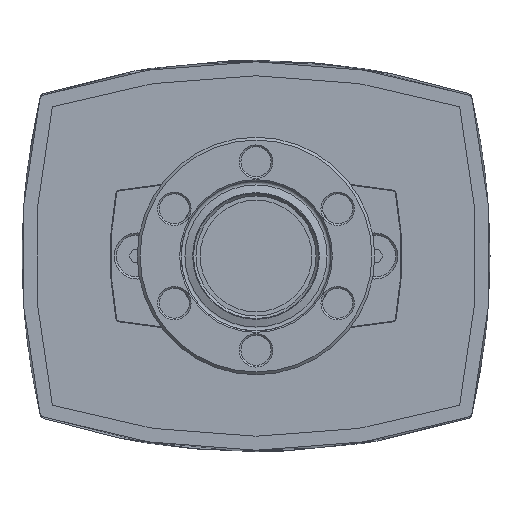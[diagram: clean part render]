
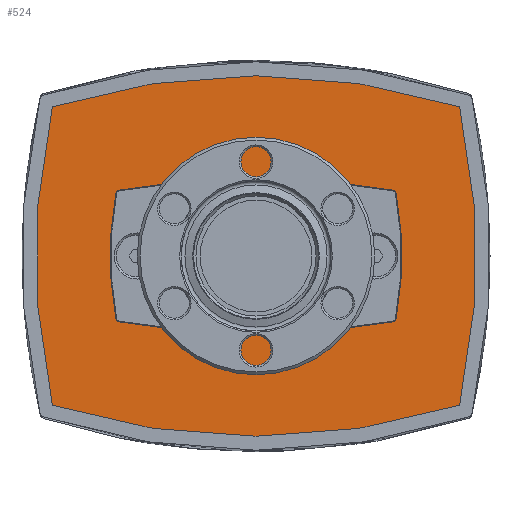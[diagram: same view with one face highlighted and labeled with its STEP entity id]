
A CAD part, front view. The second image highlights one B-rep face of the part: STEP entity #524.
In plain terms, the highlighted face is planar.
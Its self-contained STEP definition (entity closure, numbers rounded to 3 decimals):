
#112=CARTESIAN_POINT('',(-20.064,-8.954,5.0));
#113=VERTEX_POINT('',#112);
#114=CARTESIAN_POINT('',(-20.064,8.954,5.0));
#115=VERTEX_POINT('',#114);
#116=CARTESIAN_POINT('',(27.5,0.,5.0));
#117=DIRECTION('',(0.0,0.0,-1.0));
#118=DIRECTION('',(-0.983,0.185,0.0));
#119=AXIS2_PLACEMENT_3D('',#116,#117,#118);
#120=CIRCLE('',#119,48.4);
#121=EDGE_CURVE('',#113,#115,#120,.T.);
#154=CARTESIAN_POINT('',(-19.594,9.431,5.0));
#155=VERTEX_POINT('',#154);
#156=CARTESIAN_POINT('',(-19.475,8.843,5.0));
#157=DIRECTION('',(0.0,0.0,-1.0));
#158=DIRECTION('',(-0.199,0.98,0.0));
#159=AXIS2_PLACEMENT_3D('',#156,#157,#158);
#160=CIRCLE('',#159,0.6);
#161=EDGE_CURVE('',#115,#155,#160,.T.);
#187=CARTESIAN_POINT('',(19.594,9.431,5.0));
#188=VERTEX_POINT('',#187);
#189=CARTESIAN_POINT('',(0.,-87.1,5.0));
#190=DIRECTION('',(0.0,0.0,-1.0));
#191=DIRECTION('',(0.199,0.98,0.0));
#192=AXIS2_PLACEMENT_3D('',#189,#190,#191);
#193=CIRCLE('',#192,98.5);
#194=EDGE_CURVE('',#155,#188,#193,.T.);
#220=CARTESIAN_POINT('',(20.064,8.954,5.0));
#221=VERTEX_POINT('',#220);
#222=CARTESIAN_POINT('',(19.475,8.843,5.0));
#223=DIRECTION('',(0.0,0.0,-1.0));
#224=DIRECTION('',(0.983,0.185,0.0));
#225=AXIS2_PLACEMENT_3D('',#222,#223,#224);
#226=CIRCLE('',#225,0.6);
#227=EDGE_CURVE('',#188,#221,#226,.T.);
#253=CARTESIAN_POINT('',(20.064,-8.954,5.0));
#254=VERTEX_POINT('',#253);
#255=CARTESIAN_POINT('',(-27.5,0.,5.0));
#256=DIRECTION('',(0.0,0.0,-1.0));
#257=DIRECTION('',(0.983,-0.185,0.0));
#258=AXIS2_PLACEMENT_3D('',#255,#256,#257);
#259=CIRCLE('',#258,48.4);
#260=EDGE_CURVE('',#221,#254,#259,.T.);
#286=CARTESIAN_POINT('',(19.594,-9.431,5.0));
#287=VERTEX_POINT('',#286);
#288=CARTESIAN_POINT('',(19.475,-8.843,5.0));
#289=DIRECTION('',(0.0,0.0,-1.0));
#290=DIRECTION('',(0.199,-0.98,0.0));
#291=AXIS2_PLACEMENT_3D('',#288,#289,#290);
#292=CIRCLE('',#291,0.6);
#293=EDGE_CURVE('',#254,#287,#292,.T.);
#319=CARTESIAN_POINT('',(-19.594,-9.431,5.0));
#320=VERTEX_POINT('',#319);
#321=CARTESIAN_POINT('',(0.,87.1,5.0));
#322=DIRECTION('',(0.0,0.0,-1.0));
#323=DIRECTION('',(-0.199,-0.98,0.0));
#324=AXIS2_PLACEMENT_3D('',#321,#322,#323);
#325=CIRCLE('',#324,98.5);
#326=EDGE_CURVE('',#287,#320,#325,.T.);
#352=CARTESIAN_POINT('',(-19.475,-8.843,5.0));
#353=DIRECTION('',(0.0,0.0,-1.0));
#354=DIRECTION('',(-0.983,-0.185,0.0));
#355=AXIS2_PLACEMENT_3D('',#352,#353,#354);
#356=CIRCLE('',#355,0.6);
#357=EDGE_CURVE('',#320,#113,#356,.T.);
#376=CARTESIAN_POINT('',(29.142,21.367,5.0));
#377=VERTEX_POINT('',#376);
#378=CARTESIAN_POINT('',(29.142,-21.367,5.0));
#379=VERTEX_POINT('',#378);
#380=CARTESIAN_POINT('',(-66.5,0.,5.0));
#381=DIRECTION('',(0.0,0.0,-1.0));
#382=DIRECTION('',(-0.976,0.218,0.0));
#383=AXIS2_PLACEMENT_3D('',#380,#381,#382);
#384=CIRCLE('',#383,98.);
#385=EDGE_CURVE('',#377,#379,#384,.T.);
#418=CARTESIAN_POINT('',(-29.142,-21.367,5.0));
#419=VERTEX_POINT('',#418);
#420=CARTESIAN_POINT('',(0.,72.2,5.0));
#421=DIRECTION('',(0.0,0.0,-1.0));
#422=DIRECTION('',(0.297,0.955,0.0));
#423=AXIS2_PLACEMENT_3D('',#420,#421,#422);
#424=CIRCLE('',#423,98.);
#425=EDGE_CURVE('',#379,#419,#424,.T.);
#451=CARTESIAN_POINT('',(-29.142,21.367,5.0));
#452=VERTEX_POINT('',#451);
#453=CARTESIAN_POINT('',(66.5,0.,5.0));
#454=DIRECTION('',(0.0,0.0,-1.0));
#455=DIRECTION('',(0.976,-0.218,0.0));
#456=AXIS2_PLACEMENT_3D('',#453,#454,#455);
#457=CIRCLE('',#456,98.0);
#458=EDGE_CURVE('',#419,#452,#457,.T.);
#484=CARTESIAN_POINT('',(0.,-72.2,5.0));
#485=DIRECTION('',(0.0,0.0,-1.0));
#486=DIRECTION('',(-0.297,-0.955,0.0));
#487=AXIS2_PLACEMENT_3D('',#484,#485,#486);
#488=CIRCLE('',#487,98.);
#489=EDGE_CURVE('',#452,#377,#488,.T.);
#503=CARTESIAN_POINT('',(0.,0.,5.0));
#504=DIRECTION('',(0.0,0.0,1.0));
#505=DIRECTION('',(1.0,0.0,0.0));
#506=AXIS2_PLACEMENT_3D('',#503,#504,#505);
#507=PLANE('',#506);
#508=ORIENTED_EDGE('',*,*,#385,.F.);
#509=ORIENTED_EDGE('',*,*,#489,.F.);
#510=ORIENTED_EDGE('',*,*,#458,.F.);
#511=ORIENTED_EDGE('',*,*,#425,.F.);
#512=EDGE_LOOP('',(#508,#509,#510,#511));
#513=FACE_OUTER_BOUND('',#512,.T.);
#514=ORIENTED_EDGE('',*,*,#121,.T.);
#515=ORIENTED_EDGE('',*,*,#161,.T.);
#516=ORIENTED_EDGE('',*,*,#194,.T.);
#517=ORIENTED_EDGE('',*,*,#227,.T.);
#518=ORIENTED_EDGE('',*,*,#260,.T.);
#519=ORIENTED_EDGE('',*,*,#293,.T.);
#520=ORIENTED_EDGE('',*,*,#326,.T.);
#521=ORIENTED_EDGE('',*,*,#357,.T.);
#522=EDGE_LOOP('',(#514,#515,#516,#517,#518,#519,#520,#521));
#523=FACE_BOUND('',#522,.T.);
#524=ADVANCED_FACE('',(#513,#523),#507,.T.);
